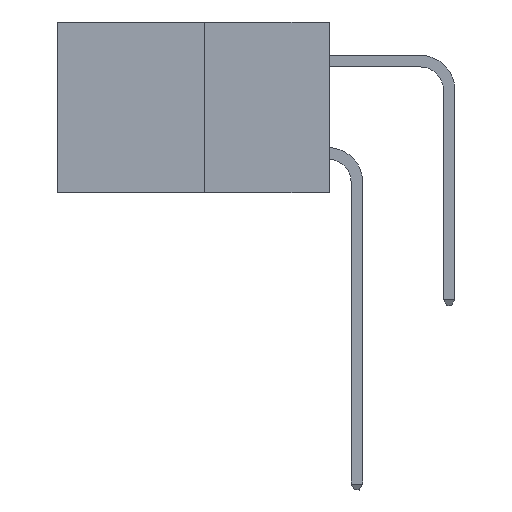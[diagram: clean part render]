
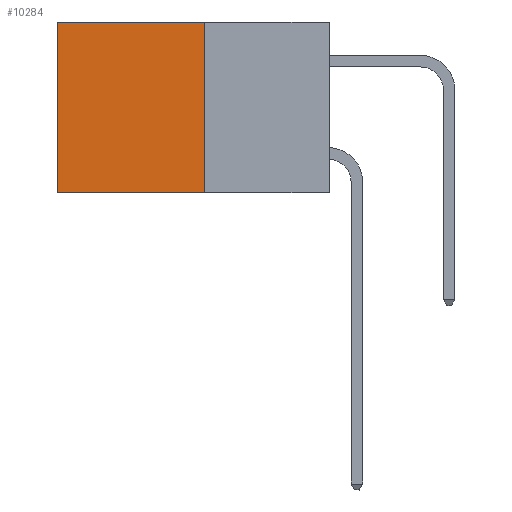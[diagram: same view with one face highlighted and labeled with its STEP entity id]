
A CAD part, left-side view. The second image highlights one B-rep face of the part: STEP entity #10284.
In plain terms, the highlighted planar face has unit normal (-1, 0, 0).
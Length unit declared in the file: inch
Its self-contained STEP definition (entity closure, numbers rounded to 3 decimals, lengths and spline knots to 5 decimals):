
#18 = EDGE_CURVE ( 'NONE', #7882, #4963, #9469, .T. ) ;
#629 = CARTESIAN_POINT ( 'NONE',  ( 0.277, 0.27, -0.37 ) ) ;
#1525 = DIRECTION ( 'NONE',  ( 0., 0., -1. ) ) ;
#1890 = ORIENTED_EDGE ( 'NONE', *, *, #7543, .F. ) ;
#1932 = CARTESIAN_POINT ( 'NONE',  ( 0.277, 0.27, -0.37 ) ) ;
#1963 = CARTESIAN_POINT ( 'NONE',  ( 0.277, 0.27, -0.37 ) ) ;
#2134 = DIRECTION ( 'NONE',  ( 0., 0., -1. ) ) ;
#2238 = LINE ( 'NONE', #10683, #5720 ) ;
#2661 = VERTEX_POINT ( 'NONE', #1963 ) ;
#4963 = VERTEX_POINT ( 'NONE', #5152 ) ;
#5080 = PLANE ( 'NONE',  #10188 ) ;
#5152 = CARTESIAN_POINT ( 'NONE',  ( 0.277, 0.59, 0. ) ) ;
#5620 = CARTESIAN_POINT ( 'NONE',  ( 0.277, 0.59, -0.37 ) ) ;
#5720 = VECTOR ( 'NONE', #16296, 39.37008 ) ;
#6421 = DIRECTION ( 'NONE',  ( 0., 1., 0. ) ) ;
#7543 = EDGE_CURVE ( 'NONE', #2661, #13765, #9219, .T. ) ;
#7882 = VERTEX_POINT ( 'NONE', #14805 ) ;
#8353 = EDGE_LOOP ( 'NONE', ( #8360, #1890, #10124, #17559 ) ) ;
#8360 = ORIENTED_EDGE ( 'NONE', *, *, #11850, .T. ) ;
#9219 = LINE ( 'NONE', #1932, #16690 ) ;
#9469 = LINE ( 'NONE', #16019, #13205 ) ;
#10040 = VECTOR ( 'NONE', #1525, 39.37008 ) ;
#10124 = ORIENTED_EDGE ( 'NONE', *, *, #12764, .F. ) ;
#10188 = AXIS2_PLACEMENT_3D ( 'NONE', #629, #10854, #2134 ) ;
#10284 = ADVANCED_FACE ( 'NONE', ( #16724 ), #5080, .F. ) ;
#10683 = CARTESIAN_POINT ( 'NONE',  ( 0.277, 0.27, -0.37 ) ) ;
#10699 = DIRECTION ( 'NONE',  ( 0., 1., 0. ) ) ;
#10854 = DIRECTION ( 'NONE',  ( 1., 0., 0. ) ) ;
#11850 = EDGE_CURVE ( 'NONE', #4963, #13765, #13794, .T. ) ;
#12764 = EDGE_CURVE ( 'NONE', #7882, #2661, #2238, .T. ) ;
#13205 = VECTOR ( 'NONE', #10699, 39.37008 ) ;
#13765 = VERTEX_POINT ( 'NONE', #5620 ) ;
#13794 = LINE ( 'NONE', #15894, #10040 ) ;
#14805 = CARTESIAN_POINT ( 'NONE',  ( 0.277, 0.27, 0. ) ) ;
#15894 = CARTESIAN_POINT ( 'NONE',  ( 0.277, 0.59, -0.37 ) ) ;
#16019 = CARTESIAN_POINT ( 'NONE',  ( 0.277, 0.27, 0. ) ) ;
#16296 = DIRECTION ( 'NONE',  ( 0., 0., -1. ) ) ;
#16690 = VECTOR ( 'NONE', #6421, 39.37008 ) ;
#16724 = FACE_OUTER_BOUND ( 'NONE', #8353, .T. ) ;
#17559 = ORIENTED_EDGE ( 'NONE', *, *, #18, .T. ) ;
